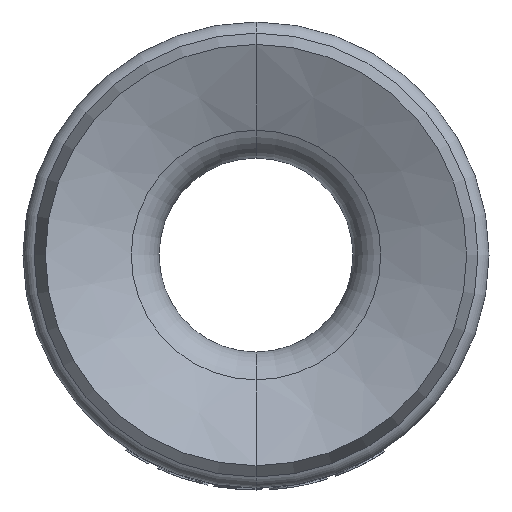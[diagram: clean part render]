
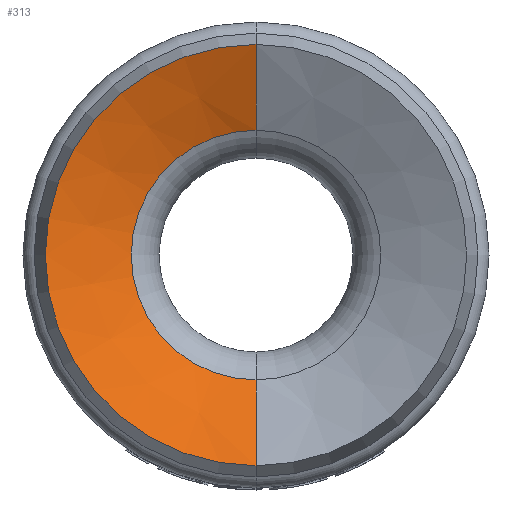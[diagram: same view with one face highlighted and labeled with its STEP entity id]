
A CAD part, front view. The second image highlights one B-rep face of the part: STEP entity #313.
In plain terms, the highlighted conical face has half-angle 66.272 degrees and reference radius 6.694 mm.
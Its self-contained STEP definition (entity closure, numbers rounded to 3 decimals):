
#313=ADVANCED_FACE('',(#715),#716,.F.);
#715=FACE_OUTER_BOUND('',#1207,.T.);
#716=CONICAL_SURFACE('',#1208,6.694,1.157);
#1207=EDGE_LOOP('',(#5518,#5519,#5520,#5521));
#1208=AXIS2_PLACEMENT_3D('',#5522,#5523,#5524);
#5518=ORIENTED_EDGE('',*,*,#6315,.T.);
#5519=ORIENTED_EDGE('',*,*,#6508,.T.);
#5520=ORIENTED_EDGE('',*,*,#6509,.F.);
#5521=ORIENTED_EDGE('',*,*,#6510,.F.);
#5522=CARTESIAN_POINT('',(0.0,-42.984,0.0));
#5523=DIRECTION('',(0.0,-1.0,-0.0));
#5524=DIRECTION('',(0.0,0.0,-1.0));
#6315=EDGE_CURVE('',#6879,#6883,#6885,.T.);
#6508=EDGE_CURVE('',#6883,#7147,#7148,.T.);
#6509=EDGE_CURVE('',#7149,#7147,#7150,.T.);
#6510=EDGE_CURVE('',#6879,#7149,#7151,.T.);
#6879=VERTEX_POINT('',#7596);
#6883=VERTEX_POINT('',#7600);
#6885=CIRCLE('',#7602,6.694);
#7147=VERTEX_POINT('',#8320);
#7148=LINE('',#8321,#8322);
#7149=VERTEX_POINT('',#8323);
#7150=CIRCLE('',#8324,11.299);
#7151=LINE('',#8325,#8326);
#7596=CARTESIAN_POINT('',(0.0,-42.984,-6.694));
#7600=CARTESIAN_POINT('',(0.,-42.984,6.694));
#7602=AXIS2_PLACEMENT_3D('',#9903,#9904,#9905);
#8320=CARTESIAN_POINT('',(0.0,-45.008,11.299));
#8321=CARTESIAN_POINT('',(0.,-42.984,6.694));
#8322=VECTOR('',#10204,1000.0);
#8323=CARTESIAN_POINT('',(0.,-45.008,-11.299));
#8324=AXIS2_PLACEMENT_3D('',#10205,#10206,#10207);
#8325=CARTESIAN_POINT('',(0.0,-42.984,-6.694));
#8326=VECTOR('',#10208,1000.0);
#9903=CARTESIAN_POINT('',(0.0,-42.984,0.0));
#9904=DIRECTION('',(0.0,1.0,0.0));
#9905=DIRECTION('',(0.0,0.0,1.0));
#10204=DIRECTION('',(0.,-0.402,0.915));
#10205=CARTESIAN_POINT('',(0.0,-45.008,0.0));
#10206=DIRECTION('',(0.0,1.0,0.0));
#10207=DIRECTION('',(0.0,0.0,1.0));
#10208=DIRECTION('',(0.0,-0.402,-0.915));
